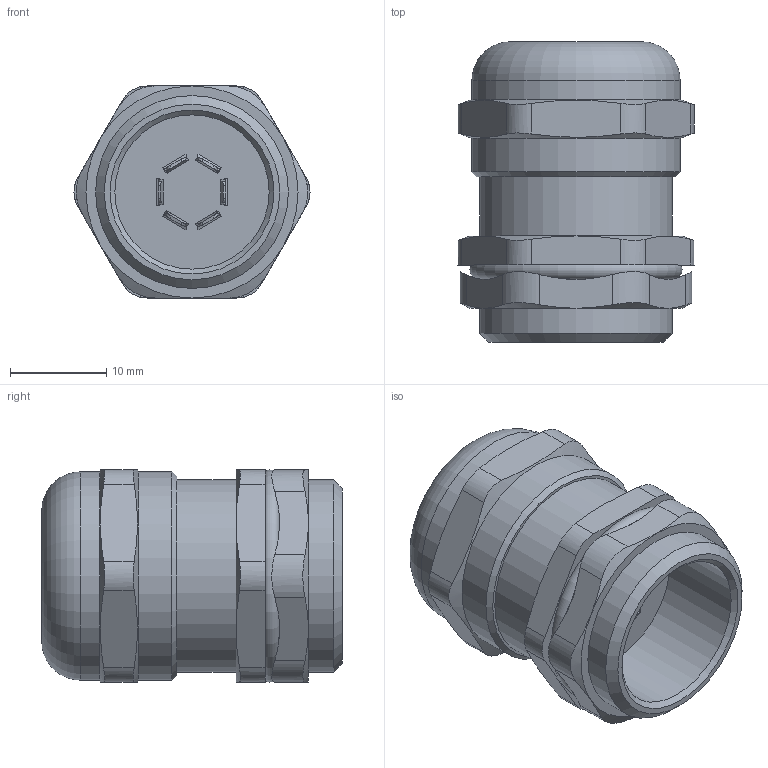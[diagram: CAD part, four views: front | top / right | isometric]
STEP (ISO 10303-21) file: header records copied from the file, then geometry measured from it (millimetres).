
FILE_DESCRIPTION(/* description */ ('ГОФРОМАТИК ВКЭ1-ЛР-М20-12-L8','CAx-IF Rec.Pracs.---Representation and Presentation of Product Manufacturing Information (PMI)---4.0---2014-10-13'),/* implementation_level */ '2;1');
FILE_NAME(/* name */ '',/* time_stamp */ '2025-01-22T14:46:10+07:00',/* author */ ('zeta-86'),/* organization */ (''),/* preprocessor_version */ 'ST-DEVELOPER v19.2',/* originating_system */ 'Autodesk Inventor 2024',/* authorisation */ '');
FILE_SCHEMA (('AP242_MANAGED_MODEL_BASED_3D_ENGINEERING_MIM_LF { 1 0 10303 442 1 1 4 }'));
Length unit declared in the file: millimetre
Products named in the file (1): ГОФРОМАТИК ВКЭ1
-ЛР-М20-12-L8
Bounding box: 24.48 x 31.16 x 22 mm (x, y, z)
Volume: 9102.1 mm3; surface area: 4003.4 mm2
Topology: 1 solids, 3 shells, 163 faces, 402 edges, 256 vertices
Faces by surface type: plane 77, cylinder 48, cone 23, bspline 12, torus 3
Full cylindrical faces by diameter (mm): 12.5 x1, 16 x1, 20 x2, 21.6 x2
Entity records: 6384 total; most frequent: CARTESIAN_POINT 2475, ORIENTED_EDGE 802, DIRECTION 691, EDGE_CURVE 402, VERTEX_POINT 256, AXIS2_PLACEMENT_3D 244, LINE 203, VECTOR 203
